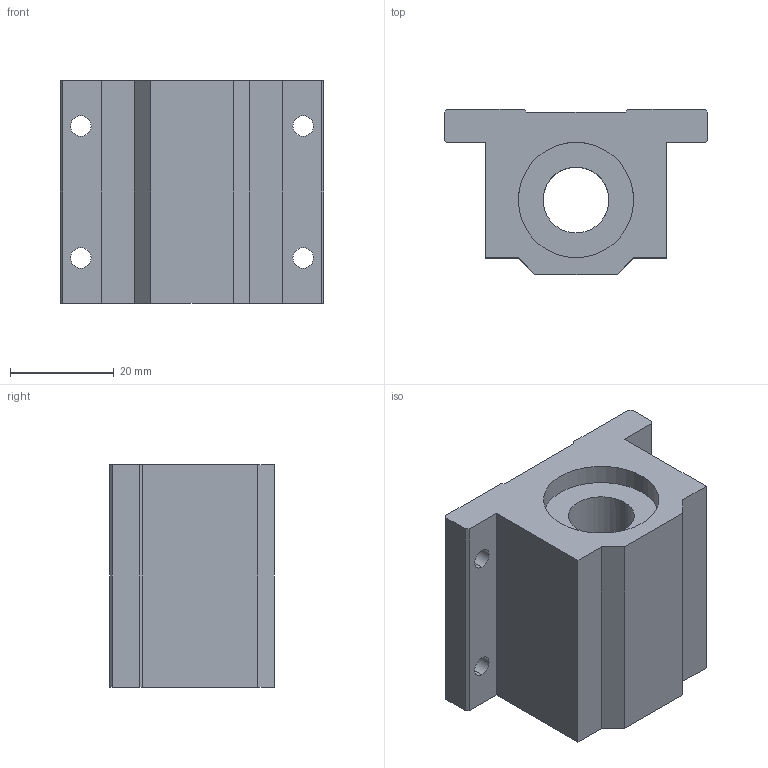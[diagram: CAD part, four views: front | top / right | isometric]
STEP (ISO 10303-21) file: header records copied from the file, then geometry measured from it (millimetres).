
FILE_DESCRIPTION (( 'STEP AP203' ), '1' );
FILE_NAME ('LARSACC-001.step', '2022-08-29T21:38:33', ( '' ), ( '' ), 'SwSTEP 2.0', 'SolidWorks 2021', '' );
FILE_SCHEMA (( 'CONFIG_CONTROL_DESIGN' ));
Length unit declared in the file: inch
Products named in the file (1): LARSACC-001
Bounding box: 50.8 x 31.75 x 42.88 mm (x, y, z)
Volume: 41450.1 mm3; surface area: 11185.8 mm2
Topology: 1 solids, 1 shells, 40 faces, 109 edges, 72 vertices
Faces by surface type: plane 24, cylinder 16
Entity records: 1418 total; most frequent: CARTESIAN_POINT 274, DIRECTION 219, ORIENTED_EDGE 218, EDGE_CURVE 109, LINE 77, VECTOR 77, VERTEX_POINT 72, AXIS2_PLACEMENT_3D 71
